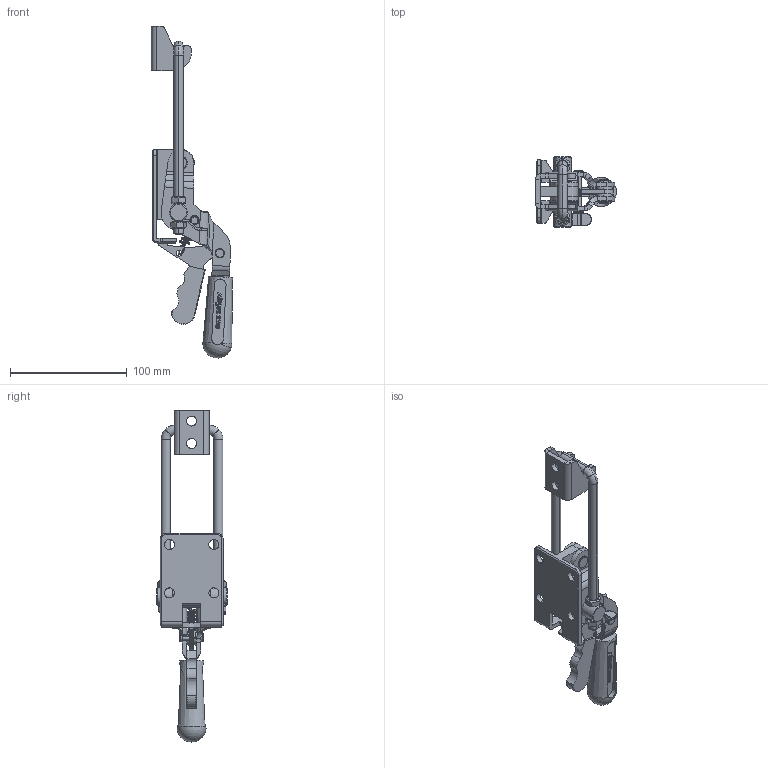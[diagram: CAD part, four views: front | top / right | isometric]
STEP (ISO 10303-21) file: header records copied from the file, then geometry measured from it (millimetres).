
FILE_DESCRIPTION (( 'STEP AP203' ), '1' );
FILE_NAME ('HS-40341-R.STEP', '2018-12-07T06:51:43', ( 'PCOS' ), ( '微软中国' ), 'SwSTEP 2.0', 'SolidWorks 2012', '' );
FILE_SCHEMA (( 'CONFIG_CONTROL_DESIGN' ));
Products named in the file (24): HS-40341-R; 諶; 58.sldasm-Part-22; 58.sldasm-Part-21; 58.sldasm-Part-20; 58.sldasm-Part-19; 58.sldasm-Part-18; 58.sldasm-Part-17; 58.sldasm-Part-16; 58.sldasm-Part-15; 58.sldasm-Part-14; 58.sldasm-Part-13; 58.sldasm-Part-12; 58.sldasm-Part-11; 58.sldasm-Part-10; 58.sldasm-Part-9; 58.sldasm-Part-8; 58.sldasm-Part-7; 58.sldasm-Part-6; 58.sldasm-Part-5; 58.sldasm-Part-4; 58.sldasm-Part-3; 58.sldasm-Part-2; 58.sldasm-Part-1
Assembly tree (25 placements, depth 2):
  HS-40341-R
    58.sldasm-Part-1
    58.sldasm-Part-2
    58.sldasm-Part-3
    58.sldasm-Part-4
    58.sldasm-Part-5
    58.sldasm-Part-6
    58.sldasm-Part-7
    58.sldasm-Part-8
    58.sldasm-Part-9
    58.sldasm-Part-10
    58.sldasm-Part-11
    58.sldasm-Part-12
    58.sldasm-Part-13
    58.sldasm-Part-14
    58.sldasm-Part-15
    58.sldasm-Part-16
    58.sldasm-Part-17
    58.sldasm-Part-18
    58.sldasm-Part-19
    58.sldasm-Part-20  x3
    58.sldasm-Part-21
    58.sldasm-Part-22
    諶
Bounding box: 69.45 x 60 x 284.02 mm (x, y, z)
Volume: 108652.8 mm3; surface area: 74569.8 mm2
Topology: 24 solids, 25 shells, 1096 faces, 2844 edges, 1825 vertices
Faces by surface type: plane 464, bspline 352, cylinder 202, cone 52, torus 24, sphere 2
Entity records: 49002 total; most frequent: CARTESIAN_POINT 22474, ORIENTED_EDGE 5550, DIRECTION 3877, EDGE_CURVE 2775, VERTEX_POINT 1783, VECTOR 1483, LINE 1483, AXIS2_PLACEMENT_3D 1197
